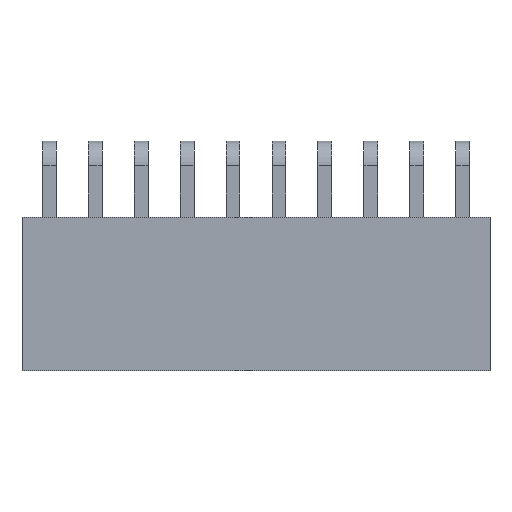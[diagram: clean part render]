
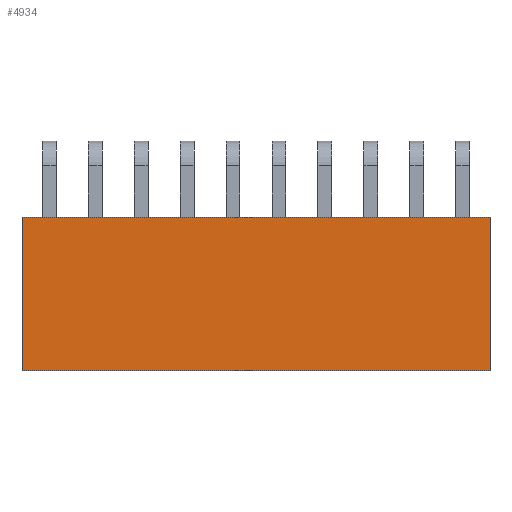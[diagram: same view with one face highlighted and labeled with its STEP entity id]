
A CAD part, top view. The second image highlights one B-rep face of the part: STEP entity #4934.
In plain terms, the highlighted face is planar.
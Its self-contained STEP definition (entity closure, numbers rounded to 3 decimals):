
#2151 = PLANE('',#2152);
#2152 = AXIS2_PLACEMENT_3D('',#2153,#2154,#2155);
#2153 = CARTESIAN_POINT('',(-12.95,-2.5,8.5));
#2154 = DIRECTION('',(0.,0.,1.));
#2155 = DIRECTION('',(1.,0.,0.));
#2262 = VERTEX_POINT('',#2263);
#2263 = CARTESIAN_POINT('',(-12.95,2.5,8.5));
#2277 = PLANE('',#2278);
#2278 = AXIS2_PLACEMENT_3D('',#2279,#2280,#2281);
#2279 = CARTESIAN_POINT('',(-12.95,-2.5,0.));
#2280 = DIRECTION('',(1.,0.,0.));
#2281 = DIRECTION('',(0.,0.,1.));
#2318 = VERTEX_POINT('',#2319);
#2319 = CARTESIAN_POINT('',(12.95,2.5,8.5));
#2333 = PLANE('',#2334);
#2334 = AXIS2_PLACEMENT_3D('',#2335,#2336,#2337);
#2335 = CARTESIAN_POINT('',(12.95,-2.5,0.));
#2336 = DIRECTION('',(1.,0.,0.));
#2337 = DIRECTION('',(0.,0.,1.));
#2345 = EDGE_CURVE('',#2262,#2318,#2346,.T.);
#2346 = SURFACE_CURVE('',#2347,(#2351,#2358),.PCURVE_S1.);
#2347 = LINE('',#2348,#2349);
#2348 = CARTESIAN_POINT('',(-12.95,2.5,8.5));
#2349 = VECTOR('',#2350,1.);
#2350 = DIRECTION('',(1.,0.,0.));
#2351 = PCURVE('',#2151,#2352);
#2352 = DEFINITIONAL_REPRESENTATION('',(#2353),#2357);
#2353 = LINE('',#2354,#2355);
#2354 = CARTESIAN_POINT('',(0.,5.));
#2355 = VECTOR('',#2356,1.);
#2356 = DIRECTION('',(1.,0.));
#2357 = ( GEOMETRIC_REPRESENTATION_CONTEXT(2) 
PARAMETRIC_REPRESENTATION_CONTEXT() REPRESENTATION_CONTEXT('2D SPACE',''
  ) );
#2358 = PCURVE('',#2359,#2364);
#2359 = PLANE('',#2360);
#2360 = AXIS2_PLACEMENT_3D('',#2361,#2362,#2363);
#2361 = CARTESIAN_POINT('',(-12.95,2.5,0.));
#2362 = DIRECTION('',(0.,1.,0.));
#2363 = DIRECTION('',(0.,0.,1.));
#2364 = DEFINITIONAL_REPRESENTATION('',(#2365),#2369);
#2365 = LINE('',#2366,#2367);
#2366 = CARTESIAN_POINT('',(8.5,0.));
#2367 = VECTOR('',#2368,1.);
#2368 = DIRECTION('',(0.,1.));
#2369 = ( GEOMETRIC_REPRESENTATION_CONTEXT(2) 
PARAMETRIC_REPRESENTATION_CONTEXT() REPRESENTATION_CONTEXT('2D SPACE',''
  ) );
#4887 = VERTEX_POINT('',#4888);
#4888 = CARTESIAN_POINT('',(-12.95,2.5,0.));
#4902 = PLANE('',#4903);
#4903 = AXIS2_PLACEMENT_3D('',#4904,#4905,#4906);
#4904 = CARTESIAN_POINT('',(-12.95,-2.5,0.));
#4905 = DIRECTION('',(0.,0.,1.));
#4906 = DIRECTION('',(1.,0.,0.));
#4914 = EDGE_CURVE('',#4887,#2262,#4915,.T.);
#4915 = SURFACE_CURVE('',#4916,(#4920,#4927),.PCURVE_S1.);
#4916 = LINE('',#4917,#4918);
#4917 = CARTESIAN_POINT('',(-12.95,2.5,0.));
#4918 = VECTOR('',#4919,1.);
#4919 = DIRECTION('',(0.,0.,1.));
#4920 = PCURVE('',#2277,#4921);
#4921 = DEFINITIONAL_REPRESENTATION('',(#4922),#4926);
#4922 = LINE('',#4923,#4924);
#4923 = CARTESIAN_POINT('',(0.,-5.));
#4924 = VECTOR('',#4925,1.);
#4925 = DIRECTION('',(1.,0.));
#4926 = ( GEOMETRIC_REPRESENTATION_CONTEXT(2) 
PARAMETRIC_REPRESENTATION_CONTEXT() REPRESENTATION_CONTEXT('2D SPACE',''
  ) );
#4927 = PCURVE('',#2359,#4928);
#4928 = DEFINITIONAL_REPRESENTATION('',(#4929),#4933);
#4929 = LINE('',#4930,#4931);
#4930 = CARTESIAN_POINT('',(0.,0.));
#4931 = VECTOR('',#4932,1.);
#4932 = DIRECTION('',(1.,0.));
#4933 = ( GEOMETRIC_REPRESENTATION_CONTEXT(2) 
PARAMETRIC_REPRESENTATION_CONTEXT() REPRESENTATION_CONTEXT('2D SPACE',''
  ) );
#4934 = ADVANCED_FACE('',(#4935),#2359,.T.);
#4935 = FACE_BOUND('',#4936,.T.);
#4936 = EDGE_LOOP('',(#4937,#4960,#4961,#4962));
#4937 = ORIENTED_EDGE('',*,*,#4938,.F.);
#4938 = EDGE_CURVE('',#4887,#4939,#4941,.T.);
#4939 = VERTEX_POINT('',#4940);
#4940 = CARTESIAN_POINT('',(12.95,2.5,0.));
#4941 = SURFACE_CURVE('',#4942,(#4946,#4953),.PCURVE_S1.);
#4942 = LINE('',#4943,#4944);
#4943 = CARTESIAN_POINT('',(-12.95,2.5,0.));
#4944 = VECTOR('',#4945,1.);
#4945 = DIRECTION('',(1.,0.,0.));
#4946 = PCURVE('',#2359,#4947);
#4947 = DEFINITIONAL_REPRESENTATION('',(#4948),#4952);
#4948 = LINE('',#4949,#4950);
#4949 = CARTESIAN_POINT('',(0.,0.));
#4950 = VECTOR('',#4951,1.);
#4951 = DIRECTION('',(0.,1.));
#4952 = ( GEOMETRIC_REPRESENTATION_CONTEXT(2) 
PARAMETRIC_REPRESENTATION_CONTEXT() REPRESENTATION_CONTEXT('2D SPACE',''
  ) );
#4953 = PCURVE('',#4902,#4954);
#4954 = DEFINITIONAL_REPRESENTATION('',(#4955),#4959);
#4955 = LINE('',#4956,#4957);
#4956 = CARTESIAN_POINT('',(0.,5.));
#4957 = VECTOR('',#4958,1.);
#4958 = DIRECTION('',(1.,0.));
#4959 = ( GEOMETRIC_REPRESENTATION_CONTEXT(2) 
PARAMETRIC_REPRESENTATION_CONTEXT() REPRESENTATION_CONTEXT('2D SPACE',''
  ) );
#4960 = ORIENTED_EDGE('',*,*,#4914,.T.);
#4961 = ORIENTED_EDGE('',*,*,#2345,.T.);
#4962 = ORIENTED_EDGE('',*,*,#4963,.F.);
#4963 = EDGE_CURVE('',#4939,#2318,#4964,.T.);
#4964 = SURFACE_CURVE('',#4965,(#4969,#4976),.PCURVE_S1.);
#4965 = LINE('',#4966,#4967);
#4966 = CARTESIAN_POINT('',(12.95,2.5,0.));
#4967 = VECTOR('',#4968,1.);
#4968 = DIRECTION('',(0.,0.,1.));
#4969 = PCURVE('',#2359,#4970);
#4970 = DEFINITIONAL_REPRESENTATION('',(#4971),#4975);
#4971 = LINE('',#4972,#4973);
#4972 = CARTESIAN_POINT('',(0.,25.9));
#4973 = VECTOR('',#4974,1.);
#4974 = DIRECTION('',(1.,0.));
#4975 = ( GEOMETRIC_REPRESENTATION_CONTEXT(2) 
PARAMETRIC_REPRESENTATION_CONTEXT() REPRESENTATION_CONTEXT('2D SPACE',''
  ) );
#4976 = PCURVE('',#2333,#4977);
#4977 = DEFINITIONAL_REPRESENTATION('',(#4978),#4982);
#4978 = LINE('',#4979,#4980);
#4979 = CARTESIAN_POINT('',(0.,-5.));
#4980 = VECTOR('',#4981,1.);
#4981 = DIRECTION('',(1.,0.));
#4982 = ( GEOMETRIC_REPRESENTATION_CONTEXT(2) 
PARAMETRIC_REPRESENTATION_CONTEXT() REPRESENTATION_CONTEXT('2D SPACE',''
  ) );
